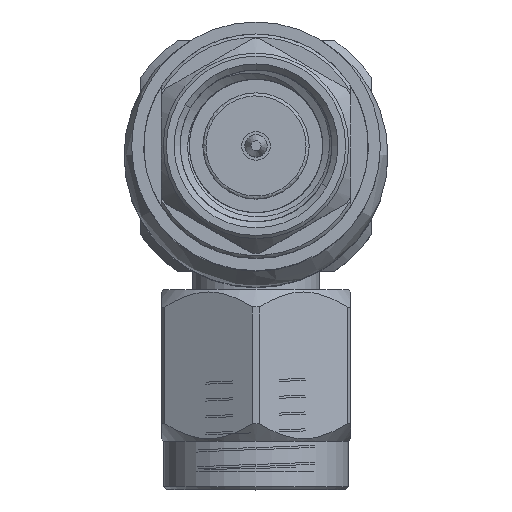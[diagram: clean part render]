
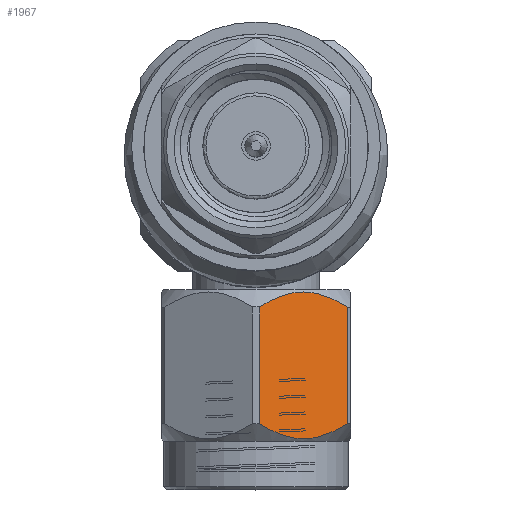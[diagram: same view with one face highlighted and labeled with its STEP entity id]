
A CAD part, top view. The second image highlights one B-rep face of the part: STEP entity #1967.
In plain terms, the highlighted face is planar.
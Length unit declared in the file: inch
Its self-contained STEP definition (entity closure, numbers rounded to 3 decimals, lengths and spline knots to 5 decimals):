
#119 = CARTESIAN_POINT ( 'NONE',  ( -0.91585, -0.22498, -0.06282 ) ) ;
#215 = CARTESIAN_POINT ( 'NONE',  ( -0.88305, -0.01, -0.00602 ) ) ;
#385 = CARTESIAN_POINT ( 'NONE',  ( -0.88989, -0.44876, -0.01786 ) ) ;
#440 = CARTESIAN_POINT ( 'NONE',  ( -0.921, -0.46587, -0.07174 ) ) ;
#452 = CARTESIAN_POINT ( 'NONE',  ( -0.96979, -0.01, -0.15625 ) ) ;
#476 = VERTEX_POINT ( 'NONE', #1687 ) ;
#484 = CARTESIAN_POINT ( 'NONE',  ( -0.9062, -0.46076, -0.0461 ) ) ;
#755 = CARTESIAN_POINT ( 'NONE',  ( -0.90631, -0.22918, -0.04629 ) ) ;
#788 = CARTESIAN_POINT ( 'NONE',  ( -0.90329, -0.23097, -0.04108 ) ) ;
#1025 = VECTOR ( 'NONE', #3934, 39.37008 ) ;
#1065 = CARTESIAN_POINT ( 'NONE',  ( -0.90391, -0.45941, -0.04215 ) ) ;
#1088 = CARTESIAN_POINT ( 'NONE',  ( -0.90756, -0.46147, -0.04845 ) ) ;
#1404 = CARTESIAN_POINT ( 'NONE',  ( -0.90401, -0.23052, -0.04232 ) ) ;
#1433 = CARTESIAN_POINT ( 'NONE',  ( -0.88305, -0.2489, -0.00602 ) ) ;
#1542 = CARTESIAN_POINT ( 'NONE',  ( -0.96631, -0.01, -0.15023 ) ) ;
#1651 = CARTESIAN_POINT ( 'NONE',  ( -0.9465, -0.45876, -0.11592 ) ) ;
#1687 = CARTESIAN_POINT ( 'NONE',  ( -0.88305, -0.2489, -0.00602 ) ) ;
#1916 = CARTESIAN_POINT ( 'NONE',  ( -0.93183, -0.22413, -0.0905 ) ) ;
#1967 = ADVANCED_FACE ( 'NONE', ( #3187 ), #5316, .T. ) ;
#1992 = CARTESIAN_POINT ( 'NONE',  ( -0.94677, -0.23141, -0.11637 ) ) ;
#2027 = CARTESIAN_POINT ( 'NONE',  ( -0.90355, -0.23081, -0.04153 ) ) ;
#2237 = CARTESIAN_POINT ( 'NONE',  ( -0.94771, -0.45797, -0.11801 ) ) ;
#2319 = CARTESIAN_POINT ( 'NONE',  ( -0.93186, -0.4659, -0.09056 ) ) ;
#2342 = CARTESIAN_POINT ( 'NONE',  ( -0.95951, -0.44835, -0.13845 ) ) ;
#2556 = CARTESIAN_POINT ( 'NONE',  ( -0.952, -0.23511, -0.12543 ) ) ;
#2623 = CARTESIAN_POINT ( 'NONE',  ( -0.9466, -0.2313, -0.11608 ) ) ;
#2766 = CARTESIAN_POINT ( 'NONE',  ( -0.96288, -0.44494, -0.14428 ) ) ;
#2806 = VECTOR ( 'NONE', #7180, 39.37008 ) ;
#2874 = CARTESIAN_POINT ( 'NONE',  ( -0.91206, -0.46352, -0.05625 ) ) ;
#2896 = ORIENTED_EDGE ( 'NONE', *, *, #6684, .T. ) ;
#2907 = CARTESIAN_POINT ( 'NONE',  ( -0.91027, -0.46279, -0.05314 ) ) ;
#3022 = DIRECTION ( 'NONE',  ( -0.5, 0., -0.866 ) ) ;
#3187 = FACE_OUTER_BOUND ( 'NONE', #7207, .T. ) ;
#3418 = CARTESIAN_POINT ( 'NONE',  ( -0.88305, -0.4411, -0.00602 ) ) ;
#3439 = VERTEX_POINT ( 'NONE', #7535 ) ;
#3554 = CARTESIAN_POINT ( 'NONE',  ( -0.94709, -0.45837, -0.11694 ) ) ;
#3602 = CARTESIAN_POINT ( 'NONE',  ( -0.9046, -0.45983, -0.04334 ) ) ;
#3741 = CARTESIAN_POINT ( 'NONE',  ( -0.96631, -0.2489, -0.15023 ) ) ;
#3792 = CARTESIAN_POINT ( 'NONE',  ( -0.95775, -0.23988, -0.1354 ) ) ;
#3874 = CARTESIAN_POINT ( 'NONE',  ( -0.92121, -0.22411, -0.07211 ) ) ;
#3901 = CARTESIAN_POINT ( 'NONE',  ( -0.89003, -0.24108, -0.01811 ) ) ;
#3934 = DIRECTION ( 'NONE',  ( 0., -1., 0. ) ) ;
#4488 = ORIENTED_EDGE ( 'NONE', *, *, #6208, .T. ) ;
#4493 = CARTESIAN_POINT ( 'NONE',  ( -0.9095, -0.22752, -0.05183 ) ) ;
#4512 = ORIENTED_EDGE ( 'NONE', *, *, #5340, .T. ) ;
#4631 = LINE ( 'NONE', #1542, #2806 ) ;
#4792 = CARTESIAN_POINT ( 'NONE',  ( -0.91744, -0.46528, -0.06555 ) ) ;
#4870 = ORIENTED_EDGE ( 'NONE', *, *, #5484, .F. ) ;
#5031 = CARTESIAN_POINT ( 'NONE',  ( -0.94776, -0.23207, -0.1181 ) ) ;
#5123 = CARTESIAN_POINT ( 'NONE',  ( -0.9047, -0.23011, -0.04352 ) ) ;
#5316 = PLANE ( 'NONE',  #6315 ) ;
#5319 = VERTEX_POINT ( 'NONE', #3418 ) ;
#5340 = EDGE_CURVE ( 'NONE', #3439, #7358, #4631, .T. ) ;
#5359 = CARTESIAN_POINT ( 'NONE',  ( -0.94915, -0.45698, -0.1205 ) ) ;
#5392 = CARTESIAN_POINT ( 'NONE',  ( -0.95039, -0.45607, -0.12264 ) ) ;
#5459 = CARTESIAN_POINT ( 'NONE',  ( -0.90346, -0.45913, -0.04136 ) ) ;
#5484 = EDGE_CURVE ( 'NONE', #3439, #5319, #5937, .T. ) ;
#5725 = CARTESIAN_POINT ( 'NONE',  ( -0.94917, -0.23303, -0.12053 ) ) ;
#5937 = B_SPLINE_CURVE_WITH_KNOTS ( 'NONE', 3,
 ( #7708, #2766, #2342, #6649, #7848, #5392, #5359, #2237, #3554, #7285, #1651, #7903, #2319, #440, #4792, #2874, #2907, #1088, #484, #3602, #1065, #5459, #6001, #7923, #385, #6032 ),
 .UNSPECIFIED., .F., .F.,
 ( 4, 2, 2, 1, 1, 2, 2, 2, 2, 2, 1, 1, 2, 2, 4 ),
 ( 0., 0.125, 0.1875, 0.21875, 0.23437, 0.24219, 0.25, 0.5, 0.625, 0.6875, 0.71875, 0.73437, 0.74219, 0.75, 1. ),
 .UNSPECIFIED. ) ;
#6001 = CARTESIAN_POINT ( 'NONE',  ( -0.9032, -0.45897, -0.04092 ) ) ;
#6032 = CARTESIAN_POINT ( 'NONE',  ( -0.88305, -0.4411, -0.00602 ) ) ;
#6083 = CARTESIAN_POINT ( 'NONE',  ( -0.96631, -0.2489, -0.15023 ) ) ;
#6208 = EDGE_CURVE ( 'NONE', #7358, #476, #7278, .T. ) ;
#6315 = AXIS2_PLACEMENT_3D ( 'NONE', #452, #6689, #3022 ) ;
#6649 = CARTESIAN_POINT ( 'NONE',  ( -0.95452, -0.4528, -0.12979 ) ) ;
#6684 = EDGE_CURVE ( 'NONE', #476, #5319, #6838, .T. ) ;
#6689 = DIRECTION ( 'NONE',  ( 0.866, 0., -0.5 ) ) ;
#6838 = LINE ( 'NONE', #215, #1025 ) ;
#6898 = CARTESIAN_POINT ( 'NONE',  ( -0.94717, -0.23167, -0.11707 ) ) ;
#7180 = DIRECTION ( 'NONE',  ( 0., 1., 0. ) ) ;
#7207 = EDGE_LOOP ( 'NONE', ( #2896, #4870, #4512, #4488 ) ) ;
#7278 = B_SPLINE_CURVE_WITH_KNOTS ( 'NONE', 3,
 ( #3741, #8079, #3792, #2556, #5725, #5031, #6898, #1992, #2623, #7591, #1916, #3874, #119, #4493, #755, #5123, #1404, #2027, #788, #7626, #3901, #1433 ),
 .UNSPECIFIED., .F., .F.,
 ( 4, 1, 1, 1, 1, 2, 2, 2, 1, 1, 1, 1, 2, 2, 4 ),
 ( 0., 0.125, 0.1875, 0.21875, 0.23438, 0.24219, 0.25, 0.5, 0.625, 0.6875, 0.71875, 0.73437, 0.74219, 0.75, 1. ),
 .UNSPECIFIED. ) ;
#7285 = CARTESIAN_POINT ( 'NONE',  ( -0.94668, -0.45864, -0.11623 ) ) ;
#7358 = VERTEX_POINT ( 'NONE', #6083 ) ;
#7535 = CARTESIAN_POINT ( 'NONE',  ( -0.96631, -0.4411, -0.15023 ) ) ;
#7591 = CARTESIAN_POINT ( 'NONE',  ( -0.93904, -0.22648, -0.10298 ) ) ;
#7626 = CARTESIAN_POINT ( 'NONE',  ( -0.89671, -0.23515, -0.02968 ) ) ;
#7708 = CARTESIAN_POINT ( 'NONE',  ( -0.96631, -0.4411, -0.15023 ) ) ;
#7848 = CARTESIAN_POINT ( 'NONE',  ( -0.95286, -0.45418, -0.12693 ) ) ;
#7903 = CARTESIAN_POINT ( 'NONE',  ( -0.93892, -0.46357, -0.10279 ) ) ;
#7923 = CARTESIAN_POINT ( 'NONE',  ( -0.89646, -0.45467, -0.02923 ) ) ;
#8079 = CARTESIAN_POINT ( 'NONE',  ( -0.96284, -0.24502, -0.14422 ) ) ;
